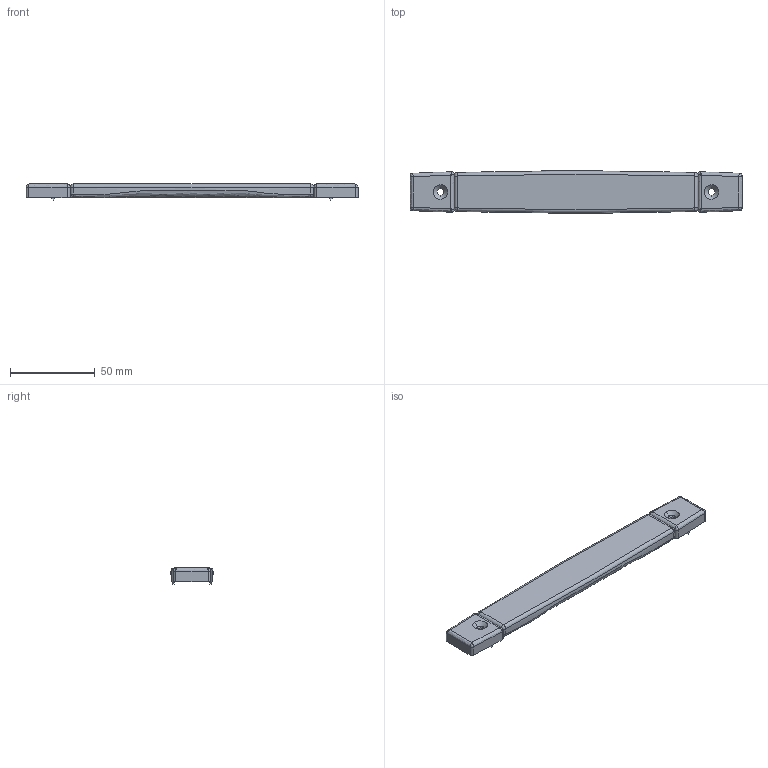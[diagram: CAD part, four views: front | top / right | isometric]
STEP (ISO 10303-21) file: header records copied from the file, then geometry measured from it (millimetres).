
FILE_DESCRIPTION((''),'2;1');
FILE_NAME('','2008-05-01T18:43:51',(''),(''),'','CADfix','');
FILE_SCHEMA(('AUTOMOTIVE_DESIGN { 1 0 10303 214 1 1 1 1 }'));
Length unit declared in the file: millimetre
Bounding box: 196 x 25 x 9.5 mm (x, y, z)
Volume: 27855.8 mm3; surface area: 20781.4 mm2
Topology: 5 solids, 5 shells, 166 faces, 426 edges, 250 vertices
Faces by surface type: bspline 166
Entity records: 5742 total; most frequent: CARTESIAN_POINT 3295, ORIENTED_EDGE 820, EDGE_CURVE 410, QUASI_UNIFORM_CURVE 268, VERTEX_POINT 250, EDGE_LOOP 172, FACE_OUTER_BOUND 166, ADVANCED_FACE 166
